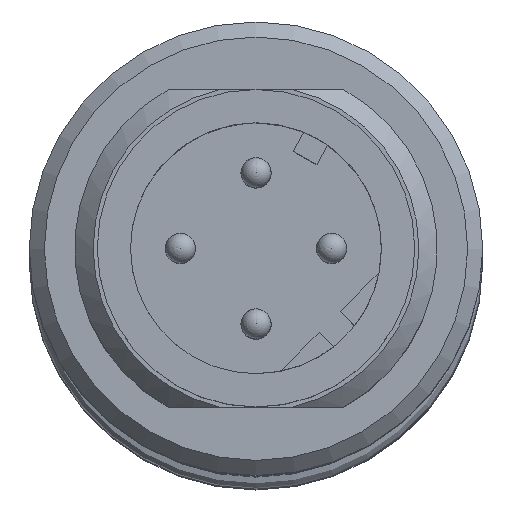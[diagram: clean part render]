
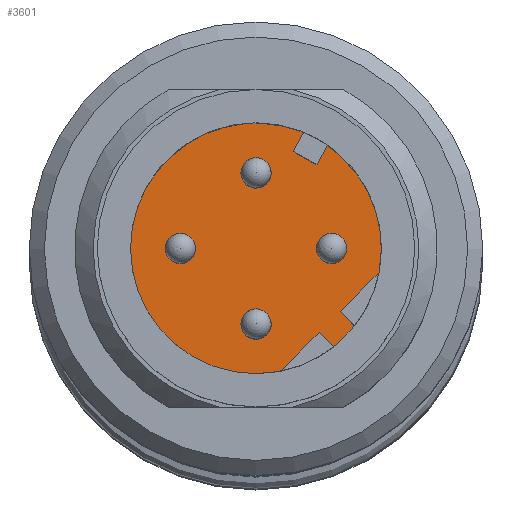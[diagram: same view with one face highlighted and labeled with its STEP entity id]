
A CAD part, top view. The second image highlights one B-rep face of the part: STEP entity #3601.
In plain terms, the highlighted planar face has unit normal (0, 0, 1).
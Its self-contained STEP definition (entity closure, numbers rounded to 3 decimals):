
#185=CIRCLE('',#3818,0.5);
#186=CIRCLE('',#3820,0.5);
#187=CIRCLE('',#3822,0.5);
#188=CIRCLE('',#3824,0.5);
#192=CIRCLE('',#3838,4.15);
#193=CIRCLE('',#3839,4.15);
#194=CIRCLE('',#3840,4.15);
#480=ORIENTED_EDGE('',*,*,#1163,.F.);
#481=ORIENTED_EDGE('',*,*,#1150,.T.);
#482=ORIENTED_EDGE('',*,*,#1154,.T.);
#483=ORIENTED_EDGE('',*,*,#1164,.F.);
#484=ORIENTED_EDGE('',*,*,#1158,.T.);
#485=ORIENTED_EDGE('',*,*,#1162,.T.);
#486=ORIENTED_EDGE('',*,*,#1165,.F.);
#487=ORIENTED_EDGE('',*,*,#1142,.T.);
#488=ORIENTED_EDGE('',*,*,#1132,.T.);
#489=ORIENTED_EDGE('',*,*,#1146,.T.);
#490=ORIENTED_EDGE('',*,*,#1136,.F.);
#491=ORIENTED_EDGE('',*,*,#1139,.F.);
#492=ORIENTED_EDGE('',*,*,#1138,.F.);
#493=ORIENTED_EDGE('',*,*,#1137,.F.);
#1132=EDGE_CURVE('',#1490,#1491,#1732,.T.);
#1136=EDGE_CURVE('',#1494,#1494,#185,.F.);
#1137=EDGE_CURVE('',#1495,#1495,#186,.F.);
#1138=EDGE_CURVE('',#1496,#1496,#187,.F.);
#1139=EDGE_CURVE('',#1497,#1497,#188,.F.);
#1142=EDGE_CURVE('',#1499,#1490,#1738,.T.);
#1146=EDGE_CURVE('',#1491,#1501,#1741,.T.);
#1150=EDGE_CURVE('',#1503,#1505,#1745,.T.);
#1154=EDGE_CURVE('',#1505,#1507,#1748,.T.);
#1158=EDGE_CURVE('',#1509,#1511,#1752,.T.);
#1162=EDGE_CURVE('',#1511,#1513,#1755,.T.);
#1163=EDGE_CURVE('',#1503,#1501,#192,.T.);
#1164=EDGE_CURVE('',#1509,#1507,#193,.T.);
#1165=EDGE_CURVE('',#1499,#1513,#194,.T.);
#1490=VERTEX_POINT('',#5149);
#1491=VERTEX_POINT('',#5150);
#1494=VERTEX_POINT('',#5158);
#1495=VERTEX_POINT('',#5161);
#1496=VERTEX_POINT('',#5164);
#1497=VERTEX_POINT('',#5167);
#1499=VERTEX_POINT('',#5171);
#1501=VERTEX_POINT('',#5180);
#1503=VERTEX_POINT('',#5185);
#1505=VERTEX_POINT('',#5189);
#1507=VERTEX_POINT('',#5197);
#1509=VERTEX_POINT('',#5202);
#1511=VERTEX_POINT('',#5206);
#1513=VERTEX_POINT('',#5214);
#1732=LINE('',#5148,#1940);
#1738=LINE('',#5173,#1946);
#1741=LINE('',#5181,#1949);
#1745=LINE('',#5190,#1953);
#1748=LINE('',#5198,#1956);
#1752=LINE('',#5207,#1960);
#1755=LINE('',#5215,#1963);
#1940=VECTOR('',#4268,1000.);
#1946=VECTOR('',#4292,1000.);
#1949=VECTOR('',#4301,1000.);
#1953=VECTOR('',#4307,1000.);
#1956=VECTOR('',#4316,1000.);
#1960=VECTOR('',#4322,1000.);
#1963=VECTOR('',#4331,1000.);
#2188=EDGE_LOOP('',(#480,#481,#482,#483,#484,#485,#486,#487,#488,#489));
#2189=EDGE_LOOP('',(#490));
#2190=EDGE_LOOP('',(#491));
#2191=EDGE_LOOP('',(#492));
#2192=EDGE_LOOP('',(#493));
#2426=FACE_BOUND('',#2188,.T.);
#2427=FACE_BOUND('',#2189,.T.);
#2428=FACE_BOUND('',#2190,.T.);
#2429=FACE_BOUND('',#2191,.T.);
#2430=FACE_BOUND('',#2192,.T.);
#2614=PLANE('',#3837);
#3601=ADVANCED_FACE('',(#2426,#2427,#2428,#2429,#2430),#2614,.F.);
#3818=AXIS2_PLACEMENT_3D('',#5157,#4274,#4275);
#3820=AXIS2_PLACEMENT_3D('',#5160,#4278,#4279);
#3822=AXIS2_PLACEMENT_3D('',#5163,#4282,#4283);
#3824=AXIS2_PLACEMENT_3D('',#5166,#4286,#4287);
#3837=AXIS2_PLACEMENT_3D('',#5216,#4332,#4333);
#3838=AXIS2_PLACEMENT_3D('',#5217,#4334,#4335);
#3839=AXIS2_PLACEMENT_3D('',#5218,#4336,#4337);
#3840=AXIS2_PLACEMENT_3D('',#5219,#4338,#4339);
#4268=DIRECTION('',(-0.879,0.477,0.));
#4274=DIRECTION('',(0.,0.,-1.));
#4275=DIRECTION('',(-1.,0.,0.));
#4278=DIRECTION('',(0.,0.,-1.));
#4279=DIRECTION('',(-1.,0.,0.));
#4282=DIRECTION('',(0.,0.,-1.));
#4283=DIRECTION('',(-1.,0.,0.));
#4286=DIRECTION('',(0.,0.,-1.));
#4287=DIRECTION('',(-1.,0.,0.));
#4292=DIRECTION('',(-0.477,-0.879,0.));
#4301=DIRECTION('',(0.477,0.879,0.));
#4307=DIRECTION('',(0.707,0.707,0.));
#4316=DIRECTION('',(0.707,-0.707,0.));
#4322=DIRECTION('',(-0.707,0.707,0.));
#4331=DIRECTION('',(0.707,0.707,0.));
#4332=DIRECTION('',(0.,0.,-1.));
#4333=DIRECTION('',(-1.,0.,0.));
#4334=DIRECTION('',(0.,0.,-1.));
#4335=DIRECTION('',(-1.,0.,0.));
#4336=DIRECTION('',(0.,0.,-1.));
#4337=DIRECTION('',(-1.,0.,0.));
#4338=DIRECTION('',(0.,0.,-1.));
#4339=DIRECTION('',(-1.,0.,0.));
#5148=CARTESIAN_POINT('',(2.018,2.773,-8.9));
#5149=CARTESIAN_POINT('',(2.018,2.773,-8.9));
#5150=CARTESIAN_POINT('',(1.227,3.203,-8.9));
#5157=CARTESIAN_POINT('',(0.,2.5,-8.9));
#5158=CARTESIAN_POINT('',(-0.5,2.5,-8.9));
#5160=CARTESIAN_POINT('',(0.,-2.5,-8.9));
#5161=CARTESIAN_POINT('',(-0.5,-2.5,-8.9));
#5163=CARTESIAN_POINT('',(-2.5,0.,-8.9));
#5164=CARTESIAN_POINT('',(-3.,0.,-8.9));
#5166=CARTESIAN_POINT('',(2.5,0.,-8.9));
#5167=CARTESIAN_POINT('',(2.,0.,-8.9));
#5171=CARTESIAN_POINT('',(2.364,3.411,-8.9));
#5173=CARTESIAN_POINT('',(2.388,3.455,-8.9));
#5180=CARTESIAN_POINT('',(1.573,3.84,-8.9));
#5181=CARTESIAN_POINT('',(1.227,3.203,-8.9));
#5185=CARTESIAN_POINT('',(0.809,-4.07,-8.9));
#5189=CARTESIAN_POINT('',(2.086,-2.793,-8.9));
#5190=CARTESIAN_POINT('',(0.746,-4.133,-8.9));
#5197=CARTESIAN_POINT('',(2.56,-3.267,-8.9));
#5198=CARTESIAN_POINT('',(2.086,-2.793,-8.9));
#5202=CARTESIAN_POINT('',(3.267,-2.56,-8.9));
#5206=CARTESIAN_POINT('',(2.793,-2.086,-8.9));
#5207=CARTESIAN_POINT('',(3.302,-2.595,-8.9));
#5214=CARTESIAN_POINT('',(4.07,-0.809,-8.9));
#5215=CARTESIAN_POINT('',(2.793,-2.086,-8.9));
#5216=CARTESIAN_POINT('',(0.,0.,-8.9));
#5217=CARTESIAN_POINT('',(0.,0.,-8.9));
#5218=CARTESIAN_POINT('',(0.,0.,-8.9));
#5219=CARTESIAN_POINT('',(0.,0.,-8.9));
